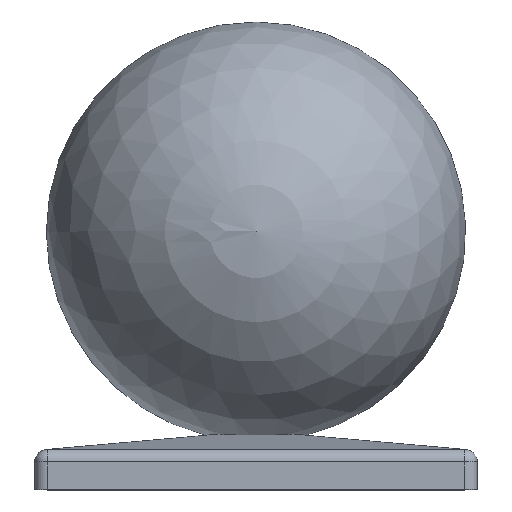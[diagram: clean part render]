
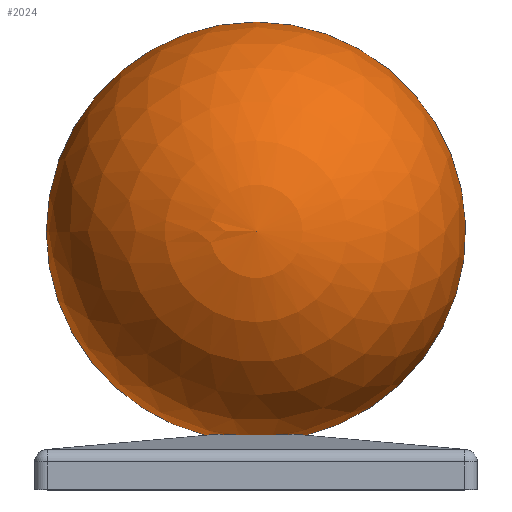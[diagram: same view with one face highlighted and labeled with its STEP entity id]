
A CAD part, top view. The second image highlights one B-rep face of the part: STEP entity #2024.
In plain terms, the highlighted spherical face has radius 50 mm.
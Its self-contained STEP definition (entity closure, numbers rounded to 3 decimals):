
#162 = EDGE_CURVE ( 'NONE', #7171, #3743, #14966, .T. ) ;
#851 = CIRCLE ( 'NONE', #14987, 16.224 ) ;
#1061 = ORIENTED_EDGE ( 'NONE', *, *, #16976, .T. ) ;
#1646 = CARTESIAN_POINT ( 'NONE',  ( 0., 61.5, 0. ) ) ;
#1818 = CARTESIAN_POINT ( 'NONE',  ( 8.948, 13.178, 9.218 ) ) ;
#2024 = ADVANCED_FACE ( 'NONE', ( #6154 ), #2590, .T. ) ;
#2293 = DIRECTION ( 'NONE',  ( -0.996, -0.09, 0. ) ) ;
#2590 = SPHERICAL_SURFACE ( 'NONE', #4149, 50. ) ;
#2742 = EDGE_CURVE ( 'NONE', #3743, #14503, #5708, .T. ) ;
#3463 = CARTESIAN_POINT ( 'NONE',  ( -9.218, 13.178, 8.948 ) ) ;
#3681 = DIRECTION ( 'NONE',  ( -1., 0., 0. ) ) ;
#3743 = VERTEX_POINT ( 'NONE', #5640 ) ;
#3954 = ORIENTED_EDGE ( 'NONE', *, *, #4722, .F. ) ;
#4017 = VERTEX_POINT ( 'NONE', #11973 ) ;
#4149 = AXIS2_PLACEMENT_3D ( 'NONE', #1646, #13665, #15078 ) ;
#4316 = CARTESIAN_POINT ( 'NONE',  ( 9.147, 13.185, 9.055 ) ) ;
#4596 = VERTEX_POINT ( 'NONE', #3463 ) ;
#4722 = EDGE_CURVE ( 'NONE', #4596, #4017, #851, .T. ) ;
#4773 = CARTESIAN_POINT ( 'NONE',  ( -8.948, 13.178, 9.218 ) ) ;
#5598 = EDGE_LOOP ( 'NONE', ( #16607, #9174, #6415, #3954, #6739, #1061, #15367 ) ) ;
#5640 = CARTESIAN_POINT ( 'NONE',  ( 11.897, 12.936, 0. ) ) ;
#5708 = CIRCLE ( 'NONE', #9606, 50. ) ;
#5791 = DIRECTION ( 'NONE',  ( 1., 0., 0. ) ) ;
#5903 = CARTESIAN_POINT ( 'NONE',  ( 0., 61.5, 0. ) ) ;
#6123 = CARTESIAN_POINT ( 'NONE',  ( -9.055, 13.185, 9.147 ) ) ;
#6154 = FACE_OUTER_BOUND ( 'NONE', #5598, .T. ) ;
#6415 = ORIENTED_EDGE ( 'NONE', *, *, #11569, .F. ) ;
#6739 = ORIENTED_EDGE ( 'NONE', *, *, #14262, .F. ) ;
#6773 = VERTEX_POINT ( 'NONE', #13373 ) ;
#7171 = VERTEX_POINT ( 'NONE', #13847 ) ;
#7678 = VERTEX_POINT ( 'NONE', #4773 ) ;
#7954 = AXIS2_PLACEMENT_3D ( 'NONE', #14398, #17212, #11648 ) ;
#8434 = CARTESIAN_POINT ( 'NONE',  ( 9.055, 13.185, 9.147 ) ) ;
#8832 = DIRECTION ( 'NONE',  ( 0.996, -0.09, 0. ) ) ;
#8958 = CARTESIAN_POINT ( 'NONE',  ( -9.218, 13.178, 8.948 ) ) ;
#9174 = ORIENTED_EDGE ( 'NONE', *, *, #2742, .T. ) ;
#9606 = AXIS2_PLACEMENT_3D ( 'NONE', #5903, #13772, #5791 ) ;
#10096 = DIRECTION ( 'NONE',  ( 0., 0., -1. ) ) ;
#10870 = CIRCLE ( 'NONE', #7954, 16.224 ) ;
#11569 = EDGE_CURVE ( 'NONE', #4017, #14503, #13905, .T. ) ;
#11648 = DIRECTION ( 'NONE',  ( 0., 0.09, -0.996 ) ) ;
#11862 = EDGE_CURVE ( 'NONE', #7171, #6773, #16836, .T. ) ;
#11864 = B_SPLINE_CURVE_WITH_KNOTS ( 'NONE', 3,
 ( #14186, #6123, #14308, #8958 ),
 .UNSPECIFIED., .F., .F.,
 ( 4, 4 ),
 ( 0.011, 0.011 ),
 .UNSPECIFIED. ) ;
#11973 = CARTESIAN_POINT ( 'NONE',  ( -11.897, 12.936, 0. ) ) ;
#12081 = AXIS2_PLACEMENT_3D ( 'NONE', #17063, #12985, #8832 ) ;
#12900 = CARTESIAN_POINT ( 'NONE',  ( 0., 61.5, 0. ) ) ;
#12965 = DIRECTION ( 'NONE',  ( 0.09, -0.996, 0. ) ) ;
#12985 = DIRECTION ( 'NONE',  ( 0.09, 0.996, 0. ) ) ;
#13373 = CARTESIAN_POINT ( 'NONE',  ( 8.948, 13.178, 9.218 ) ) ;
#13665 = DIRECTION ( 'NONE',  ( 0., 0., 1. ) ) ;
#13772 = DIRECTION ( 'NONE',  ( 0., 0., 1. ) ) ;
#13834 = AXIS2_PLACEMENT_3D ( 'NONE', #12900, #10096, #3681 ) ;
#13847 = CARTESIAN_POINT ( 'NONE',  ( 9.218, 13.178, 8.948 ) ) ;
#13905 = CIRCLE ( 'NONE', #13834, 50. ) ;
#14186 = CARTESIAN_POINT ( 'NONE',  ( -8.948, 13.178, 9.218 ) ) ;
#14262 = EDGE_CURVE ( 'NONE', #7678, #4596, #11864, .T. ) ;
#14308 = CARTESIAN_POINT ( 'NONE',  ( -9.147, 13.185, 9.055 ) ) ;
#14398 = CARTESIAN_POINT ( 'NONE',  ( 0., 14.398, -4.261 ) ) ;
#14503 = VERTEX_POINT ( 'NONE', #16658 ) ;
#14966 = CIRCLE ( 'NONE', #12081, 16.224 ) ;
#14987 = AXIS2_PLACEMENT_3D ( 'NONE', #17099, #12965, #2293 ) ;
#15078 = DIRECTION ( 'NONE',  ( -1., 0., 0. ) ) ;
#15367 = ORIENTED_EDGE ( 'NONE', *, *, #11862, .F. ) ;
#16496 = CARTESIAN_POINT ( 'NONE',  ( 9.218, 13.178, 8.948 ) ) ;
#16607 = ORIENTED_EDGE ( 'NONE', *, *, #162, .T. ) ;
#16658 = CARTESIAN_POINT ( 'NONE',  ( 0., 111.5, 0. ) ) ;
#16836 = B_SPLINE_CURVE_WITH_KNOTS ( 'NONE', 3,
 ( #16496, #4316, #8434, #1818 ),
 .UNSPECIFIED., .F., .F.,
 ( 4, 4 ),
 ( 0.011, 0.011 ),
 .UNSPECIFIED. ) ;
#16976 = EDGE_CURVE ( 'NONE', #7678, #6773, #10870, .T. ) ;
#17063 = CARTESIAN_POINT ( 'NONE',  ( -4.261, 14.398, 0. ) ) ;
#17099 = CARTESIAN_POINT ( 'NONE',  ( 4.261, 14.398, 0. ) ) ;
#17212 = DIRECTION ( 'NONE',  ( 0., 0.996, 0.09 ) ) ;
